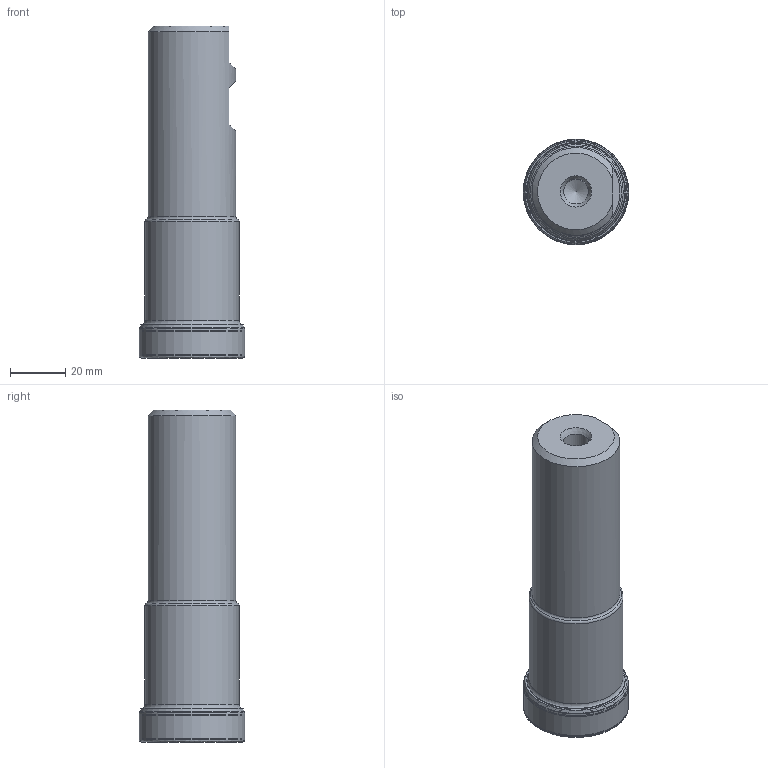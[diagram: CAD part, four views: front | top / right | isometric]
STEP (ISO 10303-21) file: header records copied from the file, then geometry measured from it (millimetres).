
FILE_DESCRIPTION(/* description */ (''),/* implementation_level */ '2;1');
FILE_NAME(/* name */ '150A4R200W125_ISTN16_C_203017169ndi000_00_SIM.stp',/* time_stamp */ '2021-03-26T08:59:31+01:00',/* author */ (''),/* organization */ (''),/* preprocessor_version */ 'ST-DEVELOPER v16.7',/* originating_system */ 'SIEMENS PLM Software NX 12.0',/* authorisation */ '');
FILE_SCHEMA (('AUTOMOTIVE_DESIGN { 1 0 10303 214 3 1 1 1 }'));
Length unit declared in the file: millimetre
Products named in the file (1): lf19438CFC4Bj7iv
Bounding box: 38.12 x 38.12 x 120 mm (x, y, z)
Volume: 103066.6 mm3; surface area: 20137.3 mm2
Topology: 2 solids, 2 shells, 67 faces, 142 edges, 76 vertices
Faces by surface type: revolution 40, cone 10, torus 7, plane 6, cylinder 4
Full cylindrical faces by diameter (mm): 9 x1, 31.75 x1, 34.1 x1, 36.7 x1
Entity records: 1762 total; most frequent: CARTESIAN_POINT 552, DIRECTION 228, ORIENTED_EDGE 148, EDGE_LOOP 127, FACE_BOUND 123, AXIS2_PLACEMENT_3D 90, EDGE_CURVE 74, VERTEX_POINT 71
